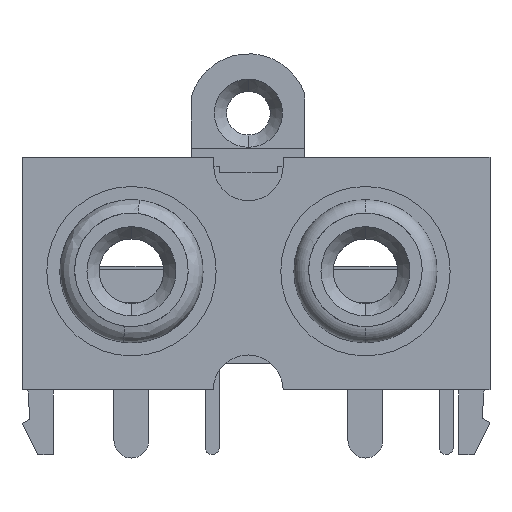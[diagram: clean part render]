
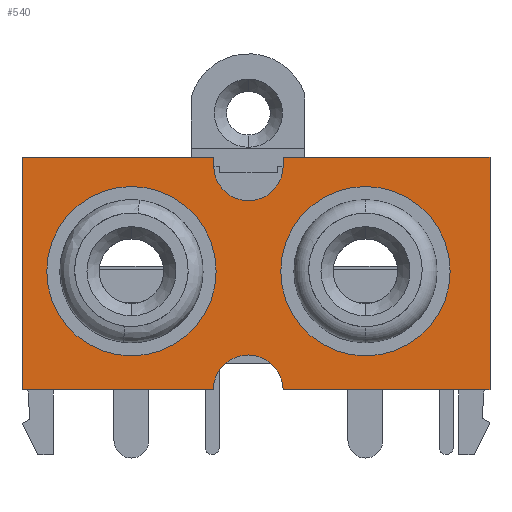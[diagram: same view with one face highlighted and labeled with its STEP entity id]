
A CAD part, front view. The second image highlights one B-rep face of the part: STEP entity #540.
In plain terms, the highlighted planar face has unit normal (0, -1, 0).
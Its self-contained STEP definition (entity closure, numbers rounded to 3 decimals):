
#49 = LINE ( 'NONE', #4009, #10919 ) ;
#95 = DIRECTION ( 'NONE',  ( 0., 0., 1. ) ) ;
#166 = CARTESIAN_POINT ( 'NONE',  ( -2.016, -3.25, -0.298 ) ) ;
#183 = ORIENTED_EDGE ( 'NONE', *, *, #7967, .F. ) ;
#277 = VERTEX_POINT ( 'NONE', #11538 ) ;
#463 = EDGE_CURVE ( 'NONE', #6184, #2782, #6862, .T. ) ;
#495 = EDGE_LOOP ( 'NONE', ( #7012, #4104 ) ) ;
#499 = ORIENTED_EDGE ( 'NONE', *, *, #463, .T. ) ;
#523 = AXIS2_PLACEMENT_3D ( 'NONE', #8834, #12910, #914 ) ;
#540 = ADVANCED_FACE ( 'NONE', ( #5893, #10914, #12329 ), #7874, .F. ) ;
#860 = CARTESIAN_POINT ( 'NONE',  ( 6.7, -3.25, 6.5 ) ) ;
#914 = DIRECTION ( 'NONE',  ( 0., 0., 1. ) ) ;
#918 = CARTESIAN_POINT ( 'NONE',  ( 13.833, -3.25, -0.3 ) ) ;
#967 = CARTESIAN_POINT ( 'NONE',  ( 13.833, -3.25, 13. ) ) ;
#1277 = DIRECTION ( 'NONE',  ( 0., 0., -1. ) ) ;
#1450 = CARTESIAN_POINT ( 'NONE',  ( 6.7, -3.25, 1.65 ) ) ;
#1688 = CARTESIAN_POINT ( 'NONE',  ( 13.833, -3.25, 13.036 ) ) ;
#1736 = ORIENTED_EDGE ( 'NONE', *, *, #4955, .F. ) ;
#1837 = DIRECTION ( 'NONE',  ( 0., -1., 0. ) ) ;
#1903 = DIRECTION ( 'NONE',  ( 0., -1., 0. ) ) ;
#1987 = CARTESIAN_POINT ( 'NONE',  ( -0.016, -3.25, -0.298 ) ) ;
#2229 = VERTEX_POINT ( 'NONE', #9917 ) ;
#2246 = EDGE_CURVE ( 'NONE', #12755, #8452, #8168, .T. ) ;
#2422 = VECTOR ( 'NONE', #9263, 1000. ) ;
#2581 = LINE ( 'NONE', #166, #2422 ) ;
#2646 = ORIENTED_EDGE ( 'NONE', *, *, #12561, .F. ) ;
#2663 = DIRECTION ( 'NONE',  ( 0., 0., 1. ) ) ;
#2737 = DIRECTION ( 'NONE',  ( 0., 0., 1. ) ) ;
#2782 = VERTEX_POINT ( 'NONE', #8457 ) ;
#2842 = CARTESIAN_POINT ( 'NONE',  ( 13.833, -3.25, -0.3 ) ) ;
#2943 = AXIS2_PLACEMENT_3D ( 'NONE', #5877, #7875, #4899 ) ;
#3160 = DIRECTION ( 'NONE',  ( 0., -1., 0. ) ) ;
#3208 = EDGE_CURVE ( 'NONE', #7517, #2782, #3338, .T. ) ;
#3338 = LINE ( 'NONE', #11364, #6518 ) ;
#3568 = CARTESIAN_POINT ( 'NONE',  ( -12.967, -3.25, -0.3 ) ) ;
#3595 = CIRCLE ( 'NONE', #9428, 1.984 ) ;
#3641 = CARTESIAN_POINT ( 'NONE',  ( 14.033, -3.25, 13.036 ) ) ;
#3717 = CIRCLE ( 'NONE', #11257, 4.85 ) ;
#3793 = LINE ( 'NONE', #9500, #11316 ) ;
#3890 = ORIENTED_EDGE ( 'NONE', *, *, #11035, .F. ) ;
#4009 = CARTESIAN_POINT ( 'NONE',  ( -1.984, -3.25, 12.519 ) ) ;
#4104 = ORIENTED_EDGE ( 'NONE', *, *, #2246, .F. ) ;
#4121 = EDGE_CURVE ( 'NONE', #6368, #7517, #3595, .T. ) ;
#4320 = ORIENTED_EDGE ( 'NONE', *, *, #13027, .F. ) ;
#4464 = EDGE_CURVE ( 'NONE', #5527, #9341, #8976, .T. ) ;
#4555 = ORIENTED_EDGE ( 'NONE', *, *, #10940, .T. ) ;
#4629 = LINE ( 'NONE', #13086, #12650 ) ;
#4691 = DIRECTION ( 'NONE',  ( -1., 0., 0. ) ) ;
#4772 = DIRECTION ( 'NONE',  ( -1., 0., 0. ) ) ;
#4832 = CIRCLE ( 'NONE', #7803, 1.984 ) ;
#4855 = VERTEX_POINT ( 'NONE', #12801 ) ;
#4885 = DIRECTION ( 'NONE',  ( 0., -1., 0. ) ) ;
#4899 = DIRECTION ( 'NONE',  ( 0., 0., 1. ) ) ;
#4955 = EDGE_CURVE ( 'NONE', #9341, #5527, #3717, .T. ) ;
#5080 = CARTESIAN_POINT ( 'NONE',  ( -12.967, -3.25, 13. ) ) ;
#5377 = ORIENTED_EDGE ( 'NONE', *, *, #3208, .F. ) ;
#5527 = VERTEX_POINT ( 'NONE', #6574 ) ;
#5793 = CARTESIAN_POINT ( 'NONE',  ( 0., -3.25, 10.534 ) ) ;
#5839 = CARTESIAN_POINT ( 'NONE',  ( 14.033, -3.25, 13.036 ) ) ;
#5877 = CARTESIAN_POINT ( 'NONE',  ( -6.7, -3.25, 6.5 ) ) ;
#5892 = VECTOR ( 'NONE', #1277, 1000. ) ;
#5893 = FACE_OUTER_BOUND ( 'NONE', #12929, .T. ) ;
#5903 = DIRECTION ( 'NONE',  ( 0., 0., 1. ) ) ;
#5909 = CIRCLE ( 'NONE', #6806, 4.85 ) ;
#6067 = CARTESIAN_POINT ( 'NONE',  ( 6.7, -3.25, 6.5 ) ) ;
#6184 = VERTEX_POINT ( 'NONE', #1688 ) ;
#6368 = VERTEX_POINT ( 'NONE', #5793 ) ;
#6374 = ORIENTED_EDGE ( 'NONE', *, *, #10995, .F. ) ;
#6518 = VECTOR ( 'NONE', #7312, 1000. ) ;
#6574 = CARTESIAN_POINT ( 'NONE',  ( 6.7, -3.25, 11.35 ) ) ;
#6730 = EDGE_LOOP ( 'NONE', ( #7246, #1736 ) ) ;
#6742 = CARTESIAN_POINT ( 'NONE',  ( 0., -3.25, 12.519 ) ) ;
#6744 = VERTEX_POINT ( 'NONE', #8572 ) ;
#6748 = VERTEX_POINT ( 'NONE', #10563 ) ;
#6752 = CARTESIAN_POINT ( 'NONE',  ( -6.7, -3.25, 11.35 ) ) ;
#6806 = AXIS2_PLACEMENT_3D ( 'NONE', #7730, #6819, #2737 ) ;
#6819 = DIRECTION ( 'NONE',  ( 0., -1., 0. ) ) ;
#6862 = LINE ( 'NONE', #3641, #11217 ) ;
#7012 = ORIENTED_EDGE ( 'NONE', *, *, #7755, .F. ) ;
#7025 = EDGE_CURVE ( 'NONE', #277, #6368, #4832, .T. ) ;
#7211 = ORIENTED_EDGE ( 'NONE', *, *, #7949, .F. ) ;
#7246 = ORIENTED_EDGE ( 'NONE', *, *, #4464, .F. ) ;
#7312 = DIRECTION ( 'NONE',  ( 0., 0., 1. ) ) ;
#7512 = DIRECTION ( 'NONE',  ( 0., 0., 1. ) ) ;
#7517 = VERTEX_POINT ( 'NONE', #11218 ) ;
#7610 = VECTOR ( 'NONE', #4691, 1000. ) ;
#7730 = CARTESIAN_POINT ( 'NONE',  ( -6.7, -3.25, 6.5 ) ) ;
#7755 = EDGE_CURVE ( 'NONE', #8452, #12755, #5909, .T. ) ;
#7803 = AXIS2_PLACEMENT_3D ( 'NONE', #6742, #8713, #2663 ) ;
#7874 = PLANE ( 'NONE',  #523 ) ;
#7875 = DIRECTION ( 'NONE',  ( 0., -1., 0. ) ) ;
#7890 = CIRCLE ( 'NONE', #11970, 2. ) ;
#7900 = CARTESIAN_POINT ( 'NONE',  ( 0., -3.25, 12.519 ) ) ;
#7949 = EDGE_CURVE ( 'NONE', #6748, #277, #49, .T. ) ;
#7967 = EDGE_CURVE ( 'NONE', #2229, #6744, #2581, .T. ) ;
#7992 = ORIENTED_EDGE ( 'NONE', *, *, #4121, .F. ) ;
#8041 = LINE ( 'NONE', #967, #9449 ) ;
#8083 = DIRECTION ( 'NONE',  ( 0., 0., -1. ) ) ;
#8168 = CIRCLE ( 'NONE', #2943, 4.85 ) ;
#8452 = VERTEX_POINT ( 'NONE', #6752 ) ;
#8457 = CARTESIAN_POINT ( 'NONE',  ( 1.984, -3.25, 13.036 ) ) ;
#8572 = CARTESIAN_POINT ( 'NONE',  ( -2.016, -3.25, -0.3 ) ) ;
#8700 = ORIENTED_EDGE ( 'NONE', *, *, #9538, .T. ) ;
#8713 = DIRECTION ( 'NONE',  ( 0., -1., 0. ) ) ;
#8834 = CARTESIAN_POINT ( 'NONE',  ( -12.967, -3.25, 13. ) ) ;
#8976 = CIRCLE ( 'NONE', #10930, 4.85 ) ;
#9171 = CARTESIAN_POINT ( 'NONE',  ( 1.984, -3.25, -0.3 ) ) ;
#9263 = DIRECTION ( 'NONE',  ( 0., 0., -1. ) ) ;
#9341 = VERTEX_POINT ( 'NONE', #1450 ) ;
#9422 = EDGE_CURVE ( 'NONE', #10998, #12232, #4629, .T. ) ;
#9428 = AXIS2_PLACEMENT_3D ( 'NONE', #7900, #1837, #5903 ) ;
#9449 = VECTOR ( 'NONE', #11874, 1000. ) ;
#9500 = CARTESIAN_POINT ( 'NONE',  ( 1.984, -3.25, -0.298 ) ) ;
#9538 = EDGE_CURVE ( 'NONE', #11609, #11770, #11540, .T. ) ;
#9881 = CARTESIAN_POINT ( 'NONE',  ( -12.967, -3.25, 13.036 ) ) ;
#9917 = CARTESIAN_POINT ( 'NONE',  ( -2.016, -3.25, -0.298 ) ) ;
#10001 = DIRECTION ( 'NONE',  ( -1., 0., 0. ) ) ;
#10563 = CARTESIAN_POINT ( 'NONE',  ( -1.984, -3.25, 13.036 ) ) ;
#10914 = FACE_BOUND ( 'NONE', #6730, .T. ) ;
#10919 = VECTOR ( 'NONE', #8083, 1000. ) ;
#10930 = AXIS2_PLACEMENT_3D ( 'NONE', #6067, #3160, #95 ) ;
#10940 = EDGE_CURVE ( 'NONE', #6748, #11609, #12723, .T. ) ;
#10972 = DIRECTION ( 'NONE',  ( 0., 0., 1. ) ) ;
#10978 = ORIENTED_EDGE ( 'NONE', *, *, #7025, .F. ) ;
#10995 = EDGE_CURVE ( 'NONE', #4855, #2229, #7890, .T. ) ;
#10998 = VERTEX_POINT ( 'NONE', #918 ) ;
#11035 = EDGE_CURVE ( 'NONE', #6184, #10998, #8041, .T. ) ;
#11217 = VECTOR ( 'NONE', #11650, 1000. ) ;
#11218 = CARTESIAN_POINT ( 'NONE',  ( 1.984, -3.25, 12.519 ) ) ;
#11257 = AXIS2_PLACEMENT_3D ( 'NONE', #860, #4885, #11825 ) ;
#11316 = VECTOR ( 'NONE', #7512, 1000. ) ;
#11364 = CARTESIAN_POINT ( 'NONE',  ( 1.984, -3.25, 12.519 ) ) ;
#11538 = CARTESIAN_POINT ( 'NONE',  ( -1.984, -3.25, 12.519 ) ) ;
#11540 = LINE ( 'NONE', #5080, #5892 ) ;
#11583 = ORIENTED_EDGE ( 'NONE', *, *, #9422, .F. ) ;
#11609 = VERTEX_POINT ( 'NONE', #9881 ) ;
#11650 = DIRECTION ( 'NONE',  ( -1., 0., 0. ) ) ;
#11770 = VERTEX_POINT ( 'NONE', #3568 ) ;
#11825 = DIRECTION ( 'NONE',  ( 0., 0., 1. ) ) ;
#11874 = DIRECTION ( 'NONE',  ( 0., 0., -1. ) ) ;
#11970 = AXIS2_PLACEMENT_3D ( 'NONE', #1987, #1903, #10972 ) ;
#12105 = CARTESIAN_POINT ( 'NONE',  ( -6.7, -3.25, 1.65 ) ) ;
#12232 = VERTEX_POINT ( 'NONE', #9171 ) ;
#12329 = FACE_BOUND ( 'NONE', #495, .T. ) ;
#12561 = EDGE_CURVE ( 'NONE', #6744, #11770, #12946, .T. ) ;
#12572 = VECTOR ( 'NONE', #4772, 1000. ) ;
#12650 = VECTOR ( 'NONE', #10001, 1000. ) ;
#12723 = LINE ( 'NONE', #5839, #12572 ) ;
#12755 = VERTEX_POINT ( 'NONE', #12105 ) ;
#12801 = CARTESIAN_POINT ( 'NONE',  ( 1.984, -3.25, -0.298 ) ) ;
#12910 = DIRECTION ( 'NONE',  ( 0., 1., 0. ) ) ;
#12929 = EDGE_LOOP ( 'NONE', ( #6374, #4320, #11583, #3890, #499, #5377, #7992, #10978, #7211, #4555, #8700, #2646, #183 ) ) ;
#12946 = LINE ( 'NONE', #2842, #7610 ) ;
#13027 = EDGE_CURVE ( 'NONE', #12232, #4855, #3793, .T. ) ;
#13086 = CARTESIAN_POINT ( 'NONE',  ( 13.833, -3.25, -0.3 ) ) ;
